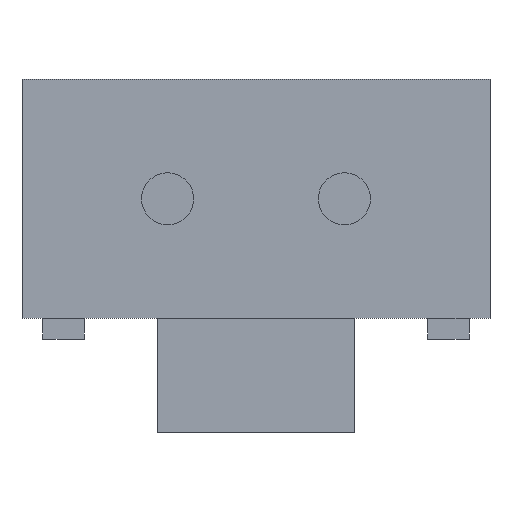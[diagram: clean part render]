
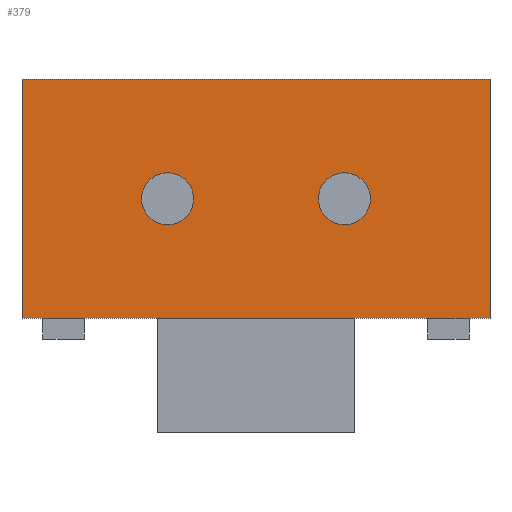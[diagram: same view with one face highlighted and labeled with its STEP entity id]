
A CAD part, front view. The second image highlights one B-rep face of the part: STEP entity #379.
In plain terms, the highlighted planar face has unit normal (0, -1, 0).
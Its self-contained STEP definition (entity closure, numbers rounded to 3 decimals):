
#24=DIRECTION('',(0.,0.,1.));
#25=VECTOR('',#24,2.3);
#26=CARTESIAN_POINT('',(-2.25,0.,-1.15));
#27=LINE('',#26,#25);
#28=DIRECTION('',(1.,0.,0.));
#29=VECTOR('',#28,4.5);
#30=CARTESIAN_POINT('',(-2.25,0.,1.15));
#31=LINE('',#30,#29);
#32=DIRECTION('',(0.,0.,-1.));
#33=VECTOR('',#32,2.3);
#34=CARTESIAN_POINT('',(2.25,0.,1.15));
#35=LINE('',#34,#33);
#36=DIRECTION('',(-1.,0.,0.));
#37=VECTOR('',#36,4.5);
#38=CARTESIAN_POINT('',(2.25,0.,-1.15));
#39=LINE('',#38,#37);
#40=CARTESIAN_POINT('',(0.85,0.,0.));
#41=DIRECTION('',(0.,-1.,0.));
#42=DIRECTION('',(-1.,0.,0.));
#43=AXIS2_PLACEMENT_3D('',#40,#41,#42);
#45=CARTESIAN_POINT('',(0.85,0.,0.));
#46=DIRECTION('',(0.,-1.,0.));
#47=DIRECTION('',(1.,0.,0.));
#48=AXIS2_PLACEMENT_3D('',#45,#46,#47);
#50=CARTESIAN_POINT('',(-0.85,0.,0.));
#51=DIRECTION('',(0.,-1.,0.));
#52=DIRECTION('',(-1.,0.,0.));
#53=AXIS2_PLACEMENT_3D('',#50,#51,#52);
#55=CARTESIAN_POINT('',(-0.85,0.,0.));
#56=DIRECTION('',(0.,-1.,0.));
#57=DIRECTION('',(1.,0.,0.));
#58=AXIS2_PLACEMENT_3D('',#55,#56,#57);
#272=CARTESIAN_POINT('',(-2.25,0.,-1.15));
#273=CARTESIAN_POINT('',(-2.25,0.,1.15));
#274=VERTEX_POINT('',#272);
#275=VERTEX_POINT('',#273);
#276=CARTESIAN_POINT('',(2.25,0.,1.15));
#277=VERTEX_POINT('',#276);
#278=CARTESIAN_POINT('',(2.25,0.,-1.15));
#279=VERTEX_POINT('',#278);
#344=CARTESIAN_POINT('',(0.6,0.,0.));
#345=CARTESIAN_POINT('',(1.1,0.,0.));
#346=VERTEX_POINT('',#344);
#347=VERTEX_POINT('',#345);
#348=CARTESIAN_POINT('',(-1.1,0.,0.));
#349=CARTESIAN_POINT('',(-0.6,0.,0.));
#350=VERTEX_POINT('',#348);
#351=VERTEX_POINT('',#349);
#352=CARTESIAN_POINT('',(0.,0.,0.));
#353=DIRECTION('',(0.,1.,0.));
#354=DIRECTION('',(1.,0.,0.));
#355=AXIS2_PLACEMENT_3D('',#352,#353,#354);
#356=PLANE('',#355);
#358=ORIENTED_EDGE('',*,*,#357,.T.);
#360=ORIENTED_EDGE('',*,*,#359,.T.);
#362=ORIENTED_EDGE('',*,*,#361,.T.);
#364=ORIENTED_EDGE('',*,*,#363,.T.);
#365=EDGE_LOOP('',(#358,#360,#362,#364));
#366=FACE_OUTER_BOUND('',#365,.F.);
#368=ORIENTED_EDGE('',*,*,#367,.T.);
#370=ORIENTED_EDGE('',*,*,#369,.T.);
#371=EDGE_LOOP('',(#368,#370));
#372=FACE_BOUND('',#371,.F.);
#374=ORIENTED_EDGE('',*,*,#373,.T.);
#376=ORIENTED_EDGE('',*,*,#375,.T.);
#377=EDGE_LOOP('',(#374,#376));
#378=FACE_BOUND('',#377,.F.);
#379=ADVANCED_FACE('',(#366,#372,#378),#356,.F.);
#44=CIRCLE('',#43,0.25);
#49=CIRCLE('',#48,0.25);
#54=CIRCLE('',#53,0.25);
#59=CIRCLE('',#58,0.25);
#357=EDGE_CURVE('',#274,#275,#27,.T.);
#359=EDGE_CURVE('',#275,#277,#31,.T.);
#361=EDGE_CURVE('',#277,#279,#35,.T.);
#363=EDGE_CURVE('',#279,#274,#39,.T.);
#367=EDGE_CURVE('',#346,#347,#44,.T.);
#369=EDGE_CURVE('',#347,#346,#49,.T.);
#373=EDGE_CURVE('',#350,#351,#54,.T.);
#375=EDGE_CURVE('',#351,#350,#59,.T.);
